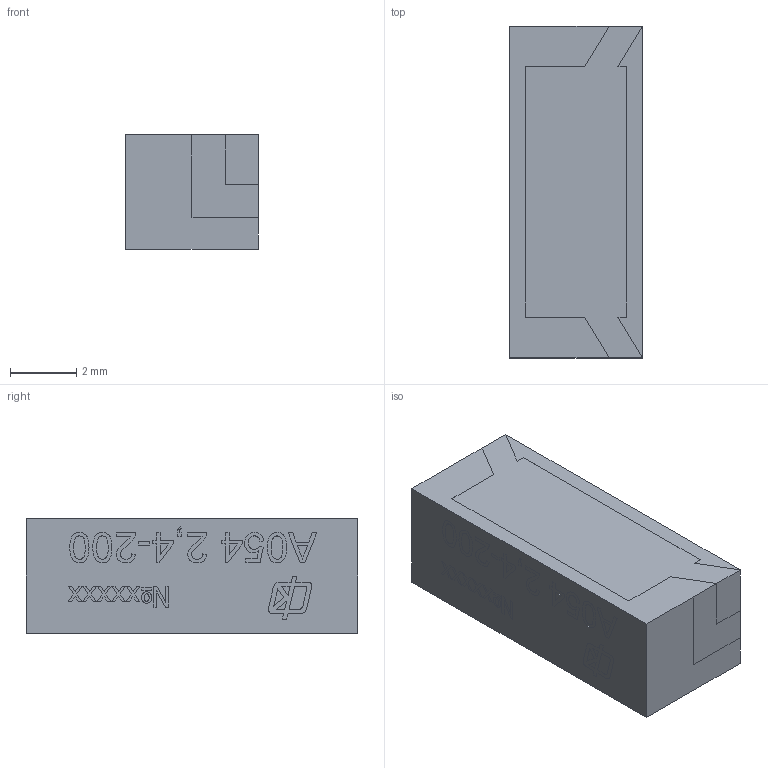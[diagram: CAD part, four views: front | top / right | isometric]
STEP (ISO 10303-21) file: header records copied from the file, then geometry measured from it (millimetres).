
FILE_DESCRIPTION(('STEP AP203'), '1');
FILE_NAME('ÍØÁÀ.434834.001_Ôèëüòð ÔÊÏ1-201-2,4-200', '', ('UNSPECIFIED'), ('UNSPECIFIED'), 'ASCON STEP Converter 1.6', 'ASCON Math Kernel', '');
FILE_SCHEMA(('CONFIG_CONTROL_DESIGN'));
Length unit declared in the file: millimetre
Products named in the file (1): НШБА.434834.001_Фильтр ФКП1-201-2,4-200
Bounding box: 4 x 10 x 3.45 mm (x, y, z)
Volume: 138 mm3; surface area: 176.6 mm2
Topology: 1 solids, 1 shells, 321 faces, 860 edges, 572 vertices
Faces by surface type: plane 236, bspline 79, cylinder 6
Entity records: 20296 total; most frequent: CARTESIAN_POINT 10316, ORIENTED_EDGE 1720, DIRECTION 1135, EDGE_CURVE 860, LINE 625, VECTOR 625, VERTEX_POINT 572, FACE_BOUND 352
